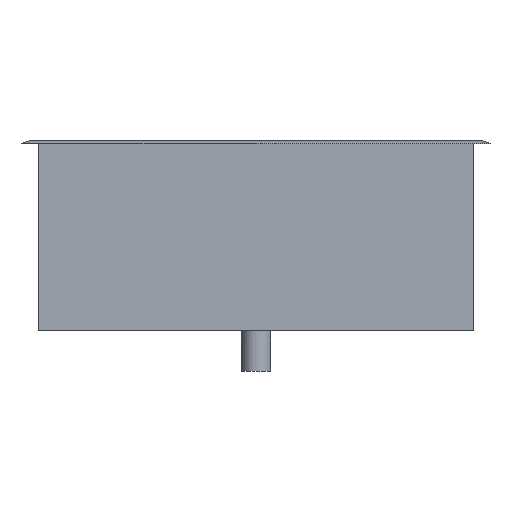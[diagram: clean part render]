
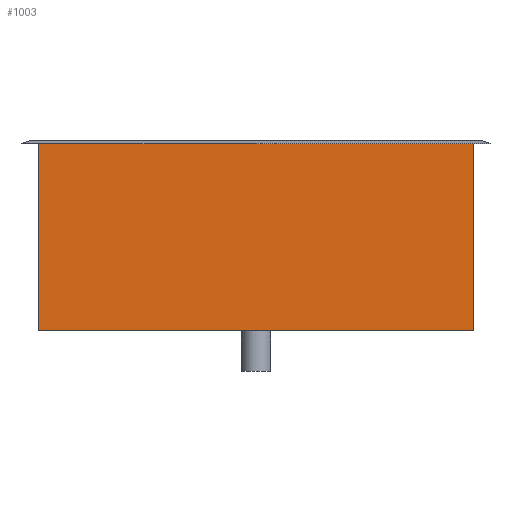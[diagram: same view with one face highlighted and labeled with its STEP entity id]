
A CAD part, front view. The second image highlights one B-rep face of the part: STEP entity #1003.
In plain terms, the highlighted planar face has unit normal (0, -1, 0).
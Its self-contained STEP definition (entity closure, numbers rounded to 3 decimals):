
#66=FACE_OUTER_BOUND('',#132,.T.);
#132=EDGE_LOOP('',(#777,#778,#779,#780));
#215=LINE('',#1499,#344);
#231=LINE('',#1541,#360);
#232=LINE('',#1544,#361);
#233=LINE('',#1545,#362);
#344=VECTOR('',#1212,10.);
#360=VECTOR('',#1264,10.);
#361=VECTOR('',#1267,10.);
#362=VECTOR('',#1268,10.);
#461=VERTEX_POINT('',#1496);
#462=VERTEX_POINT('',#1498);
#470=VERTEX_POINT('',#1539);
#471=VERTEX_POINT('',#1543);
#561=EDGE_CURVE('',#461,#462,#215,.T.);
#581=EDGE_CURVE('',#470,#462,#231,.T.);
#582=EDGE_CURVE('',#471,#470,#232,.T.);
#583=EDGE_CURVE('',#471,#461,#233,.T.);
#777=ORIENTED_EDGE('',*,*,#582,.T.);
#778=ORIENTED_EDGE('',*,*,#581,.T.);
#779=ORIENTED_EDGE('',*,*,#561,.F.);
#780=ORIENTED_EDGE('',*,*,#583,.F.);
#940=PLANE('',#1096);
#1003=ADVANCED_FACE('',(#66),#940,.T.);
#1096=AXIS2_PLACEMENT_3D('',#1542,#1265,#1266);
#1212=DIRECTION('',(1.,0.,0.));
#1264=DIRECTION('',(0.,0.,1.));
#1265=DIRECTION('center_axis',(0.,-1.,0.));
#1266=DIRECTION('ref_axis',(1.,0.,0.));
#1267=DIRECTION('',(1.,0.,0.));
#1268=DIRECTION('',(0.,0.,1.));
#1496=CARTESIAN_POINT('',(-298.,-1008.5,256.));
#1498=CARTESIAN_POINT('',(298.,-1008.5,256.));
#1499=CARTESIAN_POINT('',(-298.,-1008.5,256.));
#1539=CARTESIAN_POINT('',(298.,-1008.5,0.));
#1541=CARTESIAN_POINT('',(298.,-1008.5,0.));
#1542=CARTESIAN_POINT('Origin',(-298.,-1008.5,0.));
#1543=CARTESIAN_POINT('',(-298.,-1008.5,0.));
#1544=CARTESIAN_POINT('',(-298.,-1008.5,0.));
#1545=CARTESIAN_POINT('',(-298.,-1008.5,0.));
